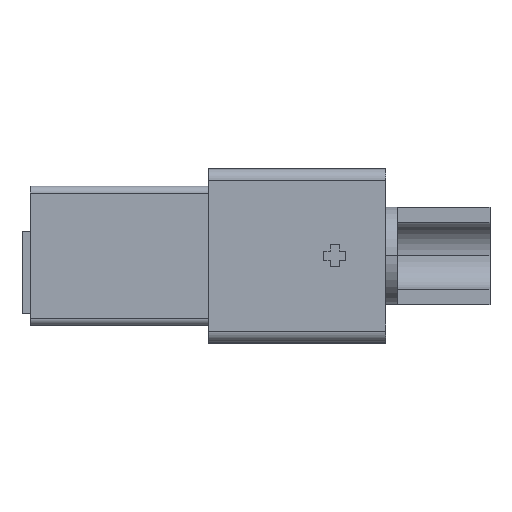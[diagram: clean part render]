
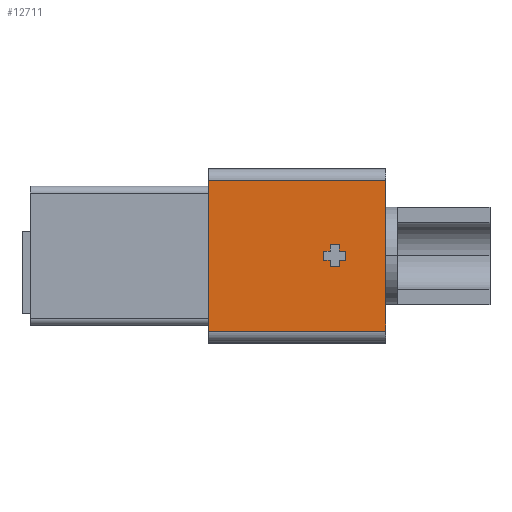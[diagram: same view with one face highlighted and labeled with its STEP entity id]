
A CAD part, top view. The second image highlights one B-rep face of the part: STEP entity #12711.
In plain terms, the highlighted planar face has unit normal (0, 0, 1).
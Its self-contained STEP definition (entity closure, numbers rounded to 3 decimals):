
#113 = ORIENTED_EDGE ( 'NONE', *, *, #8914, .F. ) ;
#208 = LINE ( 'NONE', #392, #7574 ) ;
#392 = CARTESIAN_POINT ( 'NONE',  ( 5.325, 0.2, 6.475 ) ) ;
#566 = CARTESIAN_POINT ( 'NONE',  ( 6., -0.2, 6.475 ) ) ;
#578 = CARTESIAN_POINT ( 'NONE',  ( 5.6, -0.2, 6.475 ) ) ;
#808 = VERTEX_POINT ( 'NONE', #5035 ) ;
#862 = EDGE_CURVE ( 'NONE', #7608, #11156, #9875, .T. ) ;
#961 = VERTEX_POINT ( 'NONE', #9700 ) ;
#1087 = DIRECTION ( 'NONE',  ( -1., 0., 0. ) ) ;
#1151 = EDGE_CURVE ( 'NONE', #8602, #11563, #208, .T. ) ;
#1231 = VECTOR ( 'NONE', #10286, 1000. ) ;
#1500 = ORIENTED_EDGE ( 'NONE', *, *, #8301, .F. ) ;
#1604 = EDGE_CURVE ( 'NONE', #2434, #961, #10232, .T. ) ;
#2041 = CARTESIAN_POINT ( 'NONE',  ( 0.35, 3.25, 6.475 ) ) ;
#2137 = CARTESIAN_POINT ( 'NONE',  ( 5.325, 0.2, 6.475 ) ) ;
#2150 = DIRECTION ( 'NONE',  ( 0., -1., 0. ) ) ;
#2427 = DIRECTION ( 'NONE',  ( 0., 1., 0. ) ) ;
#2434 = VERTEX_POINT ( 'NONE', #6729 ) ;
#2493 = CARTESIAN_POINT ( 'NONE',  ( 6., -0.475, 6.475 ) ) ;
#2541 = VERTEX_POINT ( 'NONE', #9941 ) ;
#2595 = ORIENTED_EDGE ( 'NONE', *, *, #3754, .F. ) ;
#2597 = VERTEX_POINT ( 'NONE', #13485 ) ;
#2754 = VECTOR ( 'NONE', #2150, 1000. ) ;
#2793 = VECTOR ( 'NONE', #3494, 1000. ) ;
#3051 = EDGE_CURVE ( 'NONE', #13329, #11366, #9099, .T. ) ;
#3060 = LINE ( 'NONE', #9929, #14429 ) ;
#3235 = DIRECTION ( 'NONE',  ( 1., 0., 0. ) ) ;
#3413 = ORIENTED_EDGE ( 'NONE', *, *, #11360, .F. ) ;
#3494 = DIRECTION ( 'NONE',  ( -1., 0., 0. ) ) ;
#3670 = FACE_OUTER_BOUND ( 'NONE', #4843, .T. ) ;
#3754 = EDGE_CURVE ( 'NONE', #7172, #11761, #14129, .T. ) ;
#3892 = EDGE_CURVE ( 'NONE', #13329, #961, #4170, .T. ) ;
#3906 = VECTOR ( 'NONE', #3235, 1000. ) ;
#4170 = LINE ( 'NONE', #6640, #2754 ) ;
#4250 = EDGE_CURVE ( 'NONE', #13945, #7179, #13599, .T. ) ;
#4252 = CARTESIAN_POINT ( 'NONE',  ( 0.35, 3.25, 6.475 ) ) ;
#4273 = CARTESIAN_POINT ( 'NONE',  ( 5.6, 0.475, 6.475 ) ) ;
#4482 = LINE ( 'NONE', #578, #14438 ) ;
#4788 = EDGE_CURVE ( 'NONE', #11761, #8602, #10990, .T. ) ;
#4843 = EDGE_LOOP ( 'NONE', ( #3413, #6165, #10048, #8171 ) ) ;
#4871 = VECTOR ( 'NONE', #1087, 1000. ) ;
#4954 = DIRECTION ( 'NONE',  ( 0., -1., 0. ) ) ;
#5035 = CARTESIAN_POINT ( 'NONE',  ( 5.6, -0.475, 6.475 ) ) ;
#5287 = CARTESIAN_POINT ( 'NONE',  ( 6., 0.2, 6.475 ) ) ;
#5333 = ORIENTED_EDGE ( 'NONE', *, *, #5796, .F. ) ;
#5357 = DIRECTION ( 'NONE',  ( 1., 0., 0. ) ) ;
#5379 = DIRECTION ( 'NONE',  ( 0., 1., 0. ) ) ;
#5437 = FACE_BOUND ( 'NONE', #12377, .T. ) ;
#5483 = EDGE_CURVE ( 'NONE', #11563, #2541, #4482, .T. ) ;
#5561 = CARTESIAN_POINT ( 'NONE',  ( 8., -3.75, 6.475 ) ) ;
#5590 = ORIENTED_EDGE ( 'NONE', *, *, #13708, .F. ) ;
#5796 = EDGE_CURVE ( 'NONE', #7179, #2597, #10619, .T. ) ;
#5795 = VECTOR ( 'NONE', #5379, 1000. ) ;
#5992 = LINE ( 'NONE', #12479, #1231 ) ;
#6165 = ORIENTED_EDGE ( 'NONE', *, *, #1604, .T. ) ;
#6191 = EDGE_CURVE ( 'NONE', #7530, #13945, #3060, .T. ) ;
#6225 = DIRECTION ( 'NONE',  ( 1., 0., 0. ) ) ;
#6459 = ORIENTED_EDGE ( 'NONE', *, *, #4788, .F. ) ;
#6614 = DIRECTION ( 'NONE',  ( 1., 0., 0. ) ) ;
#6640 = CARTESIAN_POINT ( 'NONE',  ( 8., -3.75, 6.475 ) ) ;
#6715 = DIRECTION ( 'NONE',  ( 0., 0., -1. ) ) ;
#6729 = CARTESIAN_POINT ( 'NONE',  ( 0.35, -3.25, 6.475 ) ) ;
#6808 = CARTESIAN_POINT ( 'NONE',  ( 8., 3.25, 6.475 ) ) ;
#7172 = VERTEX_POINT ( 'NONE', #4273 ) ;
#7179 = VERTEX_POINT ( 'NONE', #7842 ) ;
#7185 = LINE ( 'NONE', #12172, #11398 ) ;
#7525 = DIRECTION ( 'NONE',  ( 0., 1., 0. ) ) ;
#7530 = VERTEX_POINT ( 'NONE', #2493 ) ;
#7574 = VECTOR ( 'NONE', #11532, 1000. ) ;
#7608 = VERTEX_POINT ( 'NONE', #14075 ) ;
#7785 = ORIENTED_EDGE ( 'NONE', *, *, #12753, .F. ) ;
#7842 = CARTESIAN_POINT ( 'NONE',  ( 6.275, -0.2, 6.475 ) ) ;
#7902 = LINE ( 'NONE', #4252, #5795 ) ;
#8171 = ORIENTED_EDGE ( 'NONE', *, *, #3051, .T. ) ;
#8301 = EDGE_CURVE ( 'NONE', #2541, #808, #5992, .T. ) ;
#8424 = CARTESIAN_POINT ( 'NONE',  ( 5.6, 0.475, 6.475 ) ) ;
#8602 = VERTEX_POINT ( 'NONE', #2137 ) ;
#8914 = EDGE_CURVE ( 'NONE', #11156, #7172, #12057, .T. ) ;
#9099 = LINE ( 'NONE', #6808, #2793 ) ;
#9200 = CARTESIAN_POINT ( 'NONE',  ( 6.275, 0.2, 6.475 ) ) ;
#9231 = VECTOR ( 'NONE', #11169, 1000. ) ;
#9246 = DIRECTION ( 'NONE',  ( -1., 0., 0. ) ) ;
#9265 = LINE ( 'NONE', #9200, #13796 ) ;
#9700 = CARTESIAN_POINT ( 'NONE',  ( 8., -3.25, 6.475 ) ) ;
#9784 = VECTOR ( 'NONE', #4954, 1000. ) ;
#9875 = LINE ( 'NONE', #5287, #10053 ) ;
#9929 = CARTESIAN_POINT ( 'NONE',  ( 6., -0.475, 6.475 ) ) ;
#9941 = CARTESIAN_POINT ( 'NONE',  ( 5.6, -0.2, 6.475 ) ) ;
#10048 = ORIENTED_EDGE ( 'NONE', *, *, #3892, .F. ) ;
#10053 = VECTOR ( 'NONE', #7525, 1000. ) ;
#10057 = CARTESIAN_POINT ( 'NONE',  ( 8., 3.25, 6.475 ) ) ;
#10206 = AXIS2_PLACEMENT_3D ( 'NONE', #5561, #6715, #14435 ) ;
#10229 = CARTESIAN_POINT ( 'NONE',  ( 6., 0.475, 6.475 ) ) ;
#10232 = LINE ( 'NONE', #14417, #3906 ) ;
#10286 = DIRECTION ( 'NONE',  ( 0., -1., 0. ) ) ;
#10619 = LINE ( 'NONE', #11511, #13049 ) ;
#10653 = VECTOR ( 'NONE', #5357, 1000. ) ;
#10966 = CARTESIAN_POINT ( 'NONE',  ( 6., 0.475, 6.475 ) ) ;
#10990 = LINE ( 'NONE', #14460, #9231 ) ;
#10992 = ORIENTED_EDGE ( 'NONE', *, *, #1151, .F. ) ;
#11156 = VERTEX_POINT ( 'NONE', #10966 ) ;
#11162 = ORIENTED_EDGE ( 'NONE', *, *, #6191, .F. ) ;
#11169 = DIRECTION ( 'NONE',  ( -1., 0., 0. ) ) ;
#11360 = EDGE_CURVE ( 'NONE', #2434, #11366, #7902, .T. ) ;
#11366 = VERTEX_POINT ( 'NONE', #2041 ) ;
#11380 = ORIENTED_EDGE ( 'NONE', *, *, #862, .F. ) ;
#11398 = VECTOR ( 'NONE', #6614, 1000. ) ;
#11511 = CARTESIAN_POINT ( 'NONE',  ( 6.275, -0.2, 6.475 ) ) ;
#11532 = DIRECTION ( 'NONE',  ( 0., -1., 0. ) ) ;
#11563 = VERTEX_POINT ( 'NONE', #13720 ) ;
#11652 = CARTESIAN_POINT ( 'NONE',  ( 5.6, 0.2, 6.475 ) ) ;
#11761 = VERTEX_POINT ( 'NONE', #11652 ) ;
#11806 = ORIENTED_EDGE ( 'NONE', *, *, #5483, .F. ) ;
#12057 = LINE ( 'NONE', #10229, #4871 ) ;
#12172 = CARTESIAN_POINT ( 'NONE',  ( 5.6, -0.475, 6.475 ) ) ;
#12377 = EDGE_LOOP ( 'NONE', ( #11380, #5590, #5333, #13754, #11162, #7785, #1500, #11806, #10992, #6459, #2595, #113 ) ) ;
#12479 = CARTESIAN_POINT ( 'NONE',  ( 5.6, -0.2, 6.475 ) ) ;
#12711 = ADVANCED_FACE ( 'NONE', ( #5437, #3670 ), #13268, .F. ) ;
#12753 = EDGE_CURVE ( 'NONE', #808, #7530, #7185, .T. ) ;
#13049 = VECTOR ( 'NONE', #2427, 1000. ) ;
#13234 = DIRECTION ( 'NONE',  ( 0., 1., 0. ) ) ;
#13268 = PLANE ( 'NONE',  #10206 ) ;
#13329 = VERTEX_POINT ( 'NONE', #10057 ) ;
#13485 = CARTESIAN_POINT ( 'NONE',  ( 6.275, 0.2, 6.475 ) ) ;
#13599 = LINE ( 'NONE', #14238, #10653 ) ;
#13708 = EDGE_CURVE ( 'NONE', #2597, #7608, #9265, .T. ) ;
#13720 = CARTESIAN_POINT ( 'NONE',  ( 5.325, -0.2, 6.475 ) ) ;
#13754 = ORIENTED_EDGE ( 'NONE', *, *, #4250, .F. ) ;
#13796 = VECTOR ( 'NONE', #9246, 1000. ) ;
#13945 = VERTEX_POINT ( 'NONE', #566 ) ;
#14075 = CARTESIAN_POINT ( 'NONE',  ( 6., 0.2, 6.475 ) ) ;
#14129 = LINE ( 'NONE', #8424, #9784 ) ;
#14238 = CARTESIAN_POINT ( 'NONE',  ( 6.275, -0.2, 6.475 ) ) ;
#14417 = CARTESIAN_POINT ( 'NONE',  ( 8., -3.25, 6.475 ) ) ;
#14429 = VECTOR ( 'NONE', #13234, 1000. ) ;
#14435 = DIRECTION ( 'NONE',  ( -1., 0., 0. ) ) ;
#14438 = VECTOR ( 'NONE', #6225, 1000. ) ;
#14460 = CARTESIAN_POINT ( 'NONE',  ( 5.6, 0.2, 6.475 ) ) ;
